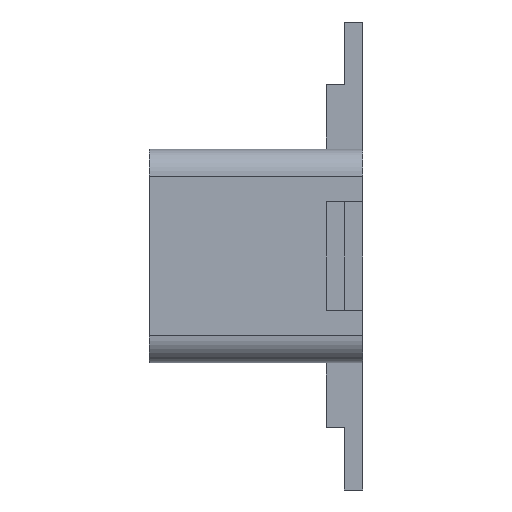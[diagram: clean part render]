
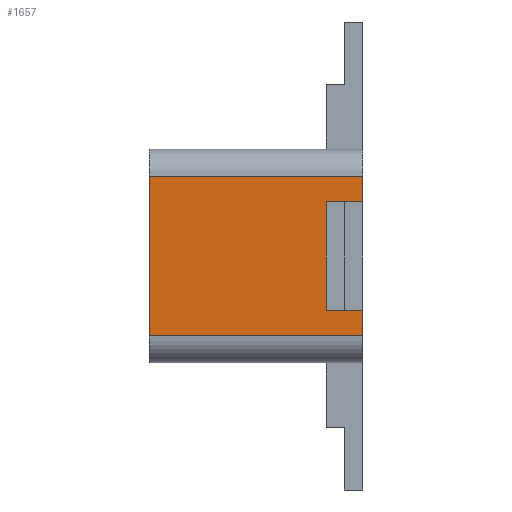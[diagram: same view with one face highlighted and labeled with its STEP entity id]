
A CAD part, left-side view. The second image highlights one B-rep face of the part: STEP entity #1657.
In plain terms, the highlighted planar face has unit normal (-1, 0, 0).
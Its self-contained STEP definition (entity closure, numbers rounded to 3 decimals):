
#44=PLANE('',#1780);
#119=FACE_OUTER_BOUND('',#213,.T.);
#213=EDGE_LOOP('',(#1245,#1246,#1247,#1248,#1249,#1250,#1251,#1252));
#347=LINE('',#2473,#544);
#351=LINE('',#2481,#548);
#368=LINE('',#2526,#565);
#369=LINE('',#2529,#566);
#370=LINE('',#2530,#567);
#371=LINE('',#2532,#568);
#372=LINE('',#2534,#569);
#373=LINE('',#2535,#570);
#544=VECTOR('',#1977,10.);
#548=VECTOR('',#1981,10.);
#565=VECTOR('',#2018,10.);
#566=VECTOR('',#2021,10.);
#567=VECTOR('',#2022,10.);
#568=VECTOR('',#2023,10.);
#569=VECTOR('',#2024,10.);
#570=VECTOR('',#2025,10.);
#789=VERTEX_POINT('',#2470);
#790=VERTEX_POINT('',#2472);
#793=VERTEX_POINT('',#2478);
#794=VERTEX_POINT('',#2480);
#812=VERTEX_POINT('',#2524);
#813=VERTEX_POINT('',#2528);
#814=VERTEX_POINT('',#2531);
#815=VERTEX_POINT('',#2533);
#957=EDGE_CURVE('',#789,#790,#347,.T.);
#961=EDGE_CURVE('',#793,#794,#351,.T.);
#985=EDGE_CURVE('',#812,#789,#368,.T.);
#986=EDGE_CURVE('',#813,#812,#369,.T.);
#987=EDGE_CURVE('',#794,#813,#370,.T.);
#988=EDGE_CURVE('',#793,#814,#371,.T.);
#989=EDGE_CURVE('',#814,#815,#372,.T.);
#990=EDGE_CURVE('',#815,#790,#373,.T.);
#1245=ORIENTED_EDGE('',*,*,#985,.F.);
#1246=ORIENTED_EDGE('',*,*,#986,.F.);
#1247=ORIENTED_EDGE('',*,*,#987,.F.);
#1248=ORIENTED_EDGE('',*,*,#961,.F.);
#1249=ORIENTED_EDGE('',*,*,#988,.T.);
#1250=ORIENTED_EDGE('',*,*,#989,.T.);
#1251=ORIENTED_EDGE('',*,*,#990,.T.);
#1252=ORIENTED_EDGE('',*,*,#957,.F.);
#1657=ADVANCED_FACE('',(#119),#44,.T.);
#1780=AXIS2_PLACEMENT_3D('',#2527,#2019,#2020);
#1977=DIRECTION('',(0.,0.,-1.));
#1981=DIRECTION('',(0.,0.,-1.));
#2018=DIRECTION('',(0.,-1.,0.));
#2019=DIRECTION('center_axis',(-1.,0.,0.));
#2020=DIRECTION('ref_axis',(0.,0.,1.));
#2021=DIRECTION('',(0.,0.,1.));
#2022=DIRECTION('',(0.,1.,0.));
#2023=DIRECTION('',(0.,1.,0.));
#2024=DIRECTION('',(0.,0.,1.));
#2025=DIRECTION('',(0.,-1.,0.));
#2470=CARTESIAN_POINT('',(-29.6,-6.,22.1));
#2472=CARTESIAN_POINT('',(-29.6,-6.,15.));
#2473=CARTESIAN_POINT('',(-29.6,-6.,-24.3));
#2478=CARTESIAN_POINT('',(-29.6,-6.,-15.));
#2480=CARTESIAN_POINT('',(-29.6,-6.,-22.1));
#2481=CARTESIAN_POINT('',(-29.6,-6.,-24.3));
#2524=CARTESIAN_POINT('',(-29.6,53.,22.1));
#2526=CARTESIAN_POINT('',(-29.6,0.,22.1));
#2527=CARTESIAN_POINT('Origin',(-29.6,0.,24.3));
#2528=CARTESIAN_POINT('',(-29.6,53.,-22.1));
#2529=CARTESIAN_POINT('',(-29.6,53.,24.3));
#2530=CARTESIAN_POINT('',(-29.6,0.,-22.1));
#2531=CARTESIAN_POINT('',(-29.6,4.,-15.));
#2532=CARTESIAN_POINT('',(-29.6,-3.,-15.));
#2533=CARTESIAN_POINT('',(-29.6,4.,15.));
#2534=CARTESIAN_POINT('',(-29.6,4.,12.15));
#2535=CARTESIAN_POINT('',(-29.6,-3.,15.));
